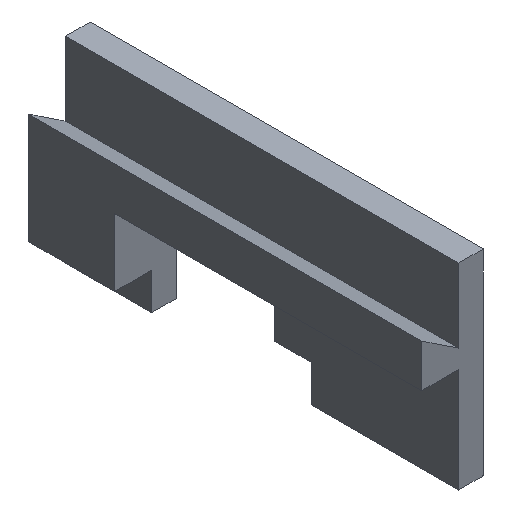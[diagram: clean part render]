
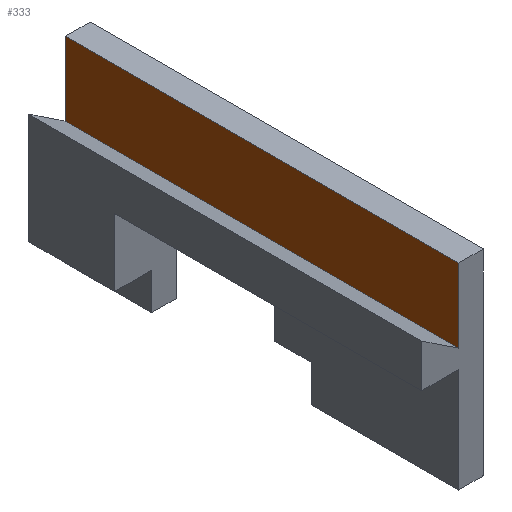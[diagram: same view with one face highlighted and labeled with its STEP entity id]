
A CAD part, isometric view. The second image highlights one B-rep face of the part: STEP entity #333.
In plain terms, the highlighted planar face has unit normal (-1, 0, 0).
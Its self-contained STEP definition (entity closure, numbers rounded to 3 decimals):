
#27=FACE_OUTER_BOUND('',#44,.T.);
#44=EDGE_LOOP('',(#276,#277,#278,#279));
#87=LINE('',#538,#132);
#88=LINE('',#541,#133);
#89=LINE('',#543,#134);
#90=LINE('',#544,#135);
#132=VECTOR('',#442,10.);
#133=VECTOR('',#445,10.);
#134=VECTOR('',#446,10.);
#135=VECTOR('',#447,10.);
#165=VERTEX_POINT('',#534);
#166=VERTEX_POINT('',#536);
#167=VERTEX_POINT('',#540);
#168=VERTEX_POINT('',#542);
#207=EDGE_CURVE('',#165,#166,#87,.T.);
#208=EDGE_CURVE('',#167,#165,#88,.T.);
#209=EDGE_CURVE('',#168,#166,#89,.T.);
#210=EDGE_CURVE('',#167,#168,#90,.T.);
#276=ORIENTED_EDGE('',*,*,#208,.T.);
#277=ORIENTED_EDGE('',*,*,#207,.T.);
#278=ORIENTED_EDGE('',*,*,#209,.F.);
#279=ORIENTED_EDGE('',*,*,#210,.F.);
#316=PLANE('',#373);
#333=ADVANCED_FACE('',(#27),#316,.T.);
#373=AXIS2_PLACEMENT_3D('',#539,#443,#444);
#442=DIRECTION('',(0.,1.,0.));
#443=DIRECTION('center_axis',(-1.,0.,0.));
#444=DIRECTION('ref_axis',(0.,0.,1.));
#445=DIRECTION('',(0.,0.,1.));
#446=DIRECTION('',(0.,0.,1.));
#447=DIRECTION('',(0.,1.,0.));
#534=CARTESIAN_POINT('',(-2.,0.,0.));
#536=CARTESIAN_POINT('',(-2.,32.,0.));
#538=CARTESIAN_POINT('',(-2.,0.,0.));
#539=CARTESIAN_POINT('Origin',(-2.,0.,-6.));
#540=CARTESIAN_POINT('',(-2.,0.,-6.));
#541=CARTESIAN_POINT('',(-2.,0.,-6.));
#542=CARTESIAN_POINT('',(-2.,32.,-6.));
#543=CARTESIAN_POINT('',(-2.,32.,-6.));
#544=CARTESIAN_POINT('',(-2.,0.,-6.));
